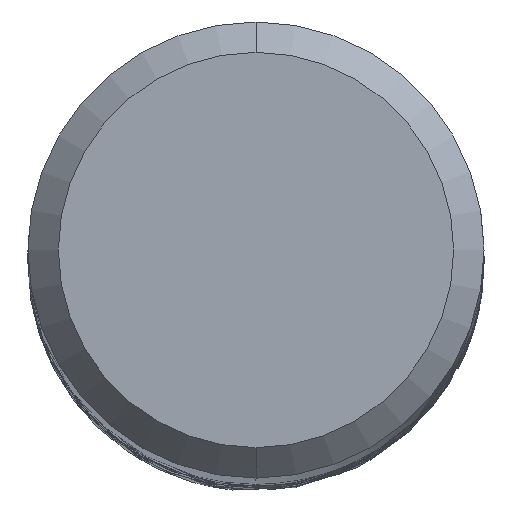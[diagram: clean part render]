
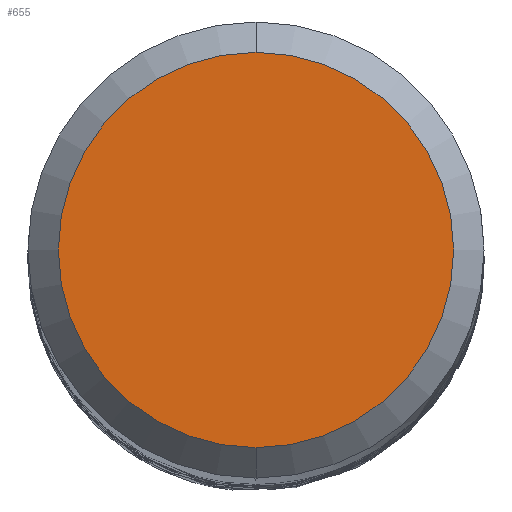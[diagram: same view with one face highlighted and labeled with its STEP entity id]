
A CAD part, top view. The second image highlights one B-rep face of the part: STEP entity #655.
In plain terms, the highlighted planar face has unit normal (0, 0, 1).
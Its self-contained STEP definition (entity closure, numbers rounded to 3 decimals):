
#465=EDGE_CURVE('',#925,#677,#1108,.T.);
#655=ADVANCED_FACE('',(#1320),#1321,.T.);
#677=VERTEX_POINT('',#1346);
#705=EDGE_CURVE('',#677,#925,#1375,.T.);
#925=VERTEX_POINT('',#1607);
#1108=CIRCLE('',#3243,2.6);
#1320=FACE_OUTER_BOUND('',#6195,.T.);
#1321=PLANE('',#6196);
#1346=CARTESIAN_POINT('',(0.,-2.6,0.0));
#1375=CIRCLE('',#7944,2.6);
#1607=CARTESIAN_POINT('',(0.0,2.6,0.0));
#3243=AXIS2_PLACEMENT_3D('',#9669,#9670,#9671);
#6195=EDGE_LOOP('',(#9946,#9947));
#6196=AXIS2_PLACEMENT_3D('',#9948,#9949,#9950);
#7944=AXIS2_PLACEMENT_3D('',#9991,#9992,#9993);
#9669=CARTESIAN_POINT('',(0.0,0.0,0.0));
#9670=DIRECTION('',(0.0,0.0,-1.0));
#9671=DIRECTION('',(0.0,1.0,0.0));
#9946=ORIENTED_EDGE('',*,*,#465,.F.);
#9947=ORIENTED_EDGE('',*,*,#705,.F.);
#9948=CARTESIAN_POINT('',(0.0,1.3,0.0));
#9949=DIRECTION('',(-0.0,0.0,1.0));
#9950=DIRECTION('',(0.0,-1.0,0.0));
#9991=CARTESIAN_POINT('',(0.0,0.0,0.0));
#9992=DIRECTION('',(0.0,0.0,-1.0));
#9993=DIRECTION('',(0.0,1.0,0.0));
